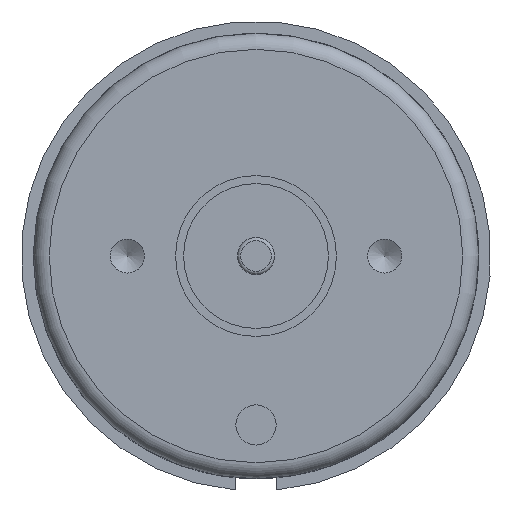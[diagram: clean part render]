
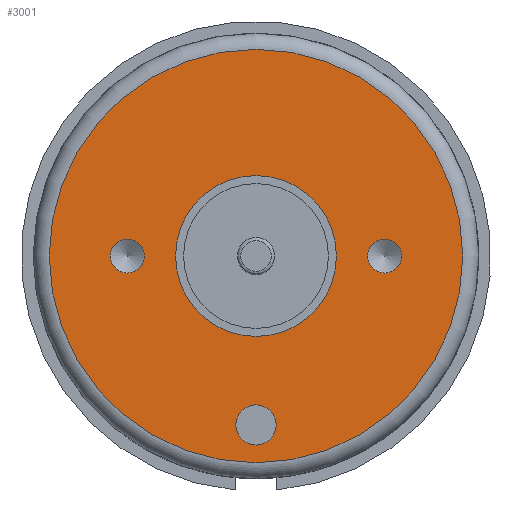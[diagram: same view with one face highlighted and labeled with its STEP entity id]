
A CAD part, front view. The second image highlights one B-rep face of the part: STEP entity #3001.
In plain terms, the highlighted planar face has unit normal (0, -1, 0).
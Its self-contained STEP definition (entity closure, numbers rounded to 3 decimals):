
#396=CARTESIAN_POINT('',(1.25,0.0,-10.5));
#397=VERTEX_POINT('',#396);
#398=CARTESIAN_POINT('',(0.0,0.0,-10.5));
#399=DIRECTION('',(0.0,1.0,0.0));
#400=DIRECTION('',(-1.0,0.0,0.0));
#401=AXIS2_PLACEMENT_3D('',#398,#399,#400);
#402=CIRCLE('',#401,1.25);
#403=EDGE_CURVE('',#397,#397,#402,.T.);
#2752=CARTESIAN_POINT('',(-6.944,0.0,0.0));
#2753=VERTEX_POINT('',#2752);
#2754=CARTESIAN_POINT('',(-8.0,0.0,0.0));
#2755=DIRECTION('',(0.0,1.0,0.0));
#2756=DIRECTION('',(1.0,0.0,0.0));
#2757=AXIS2_PLACEMENT_3D('',#2754,#2755,#2756);
#2758=CIRCLE('',#2757,1.057);
#2759=EDGE_CURVE('',#2753,#2753,#2758,.T.);
#2831=CARTESIAN_POINT('',(9.057,0.0,0.0));
#2832=VERTEX_POINT('',#2831);
#2833=CARTESIAN_POINT('',(8.0,0.0,0.0));
#2834=DIRECTION('',(0.0,1.0,0.0));
#2835=DIRECTION('',(1.0,0.0,0.0));
#2836=AXIS2_PLACEMENT_3D('',#2833,#2834,#2835);
#2837=CIRCLE('',#2836,1.057);
#2838=EDGE_CURVE('',#2832,#2832,#2837,.T.);
#2911=CARTESIAN_POINT('',(5.0,0.0,0.));
#2912=VERTEX_POINT('',#2911);
#2913=CARTESIAN_POINT('',(0.0,0.0,0.0));
#2914=DIRECTION('',(0.0,1.0,0.0));
#2915=DIRECTION('',(-1.0,0.0,0.0));
#2916=AXIS2_PLACEMENT_3D('',#2913,#2914,#2915);
#2917=CIRCLE('',#2916,5.0);
#2918=EDGE_CURVE('',#2912,#2912,#2917,.T.);
#2951=CARTESIAN_POINT('',(-12.85,0.0,0.));
#2952=VERTEX_POINT('',#2951);
#2953=CARTESIAN_POINT('',(0.0,0.0,0.0));
#2954=DIRECTION('',(0.0,1.0,0.0));
#2955=DIRECTION('',(1.0,0.0,0.0));
#2956=AXIS2_PLACEMENT_3D('',#2953,#2954,#2955);
#2957=CIRCLE('',#2956,12.85);
#2958=EDGE_CURVE('',#2952,#2952,#2957,.T.);
#2981=CARTESIAN_POINT('',(0.0,0.0,0.0));
#2982=DIRECTION('',(0.0,-1.0,0.0));
#2983=DIRECTION('',(0.0,0.0,-1.0));
#2984=AXIS2_PLACEMENT_3D('',#2981,#2982,#2983);
#2985=PLANE('',#2984);
#2986=ORIENTED_EDGE('',*,*,#2958,.F.);
#2987=EDGE_LOOP('',(#2986));
#2988=FACE_OUTER_BOUND('',#2987,.T.);
#2989=ORIENTED_EDGE('',*,*,#2759,.T.);
#2990=EDGE_LOOP('',(#2989));
#2991=FACE_BOUND('',#2990,.T.);
#2992=ORIENTED_EDGE('',*,*,#2838,.T.);
#2993=EDGE_LOOP('',(#2992));
#2994=FACE_BOUND('',#2993,.T.);
#2995=ORIENTED_EDGE('',*,*,#2918,.T.);
#2996=EDGE_LOOP('',(#2995));
#2997=FACE_BOUND('',#2996,.T.);
#2998=ORIENTED_EDGE('',*,*,#403,.T.);
#2999=EDGE_LOOP('',(#2998));
#3000=FACE_BOUND('',#2999,.T.);
#3001=ADVANCED_FACE('',(#2988,#2991,#2994,#2997,#3000),#2985,.T.);
